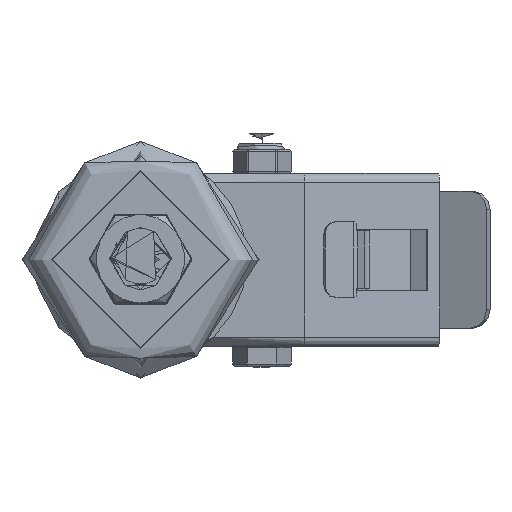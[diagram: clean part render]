
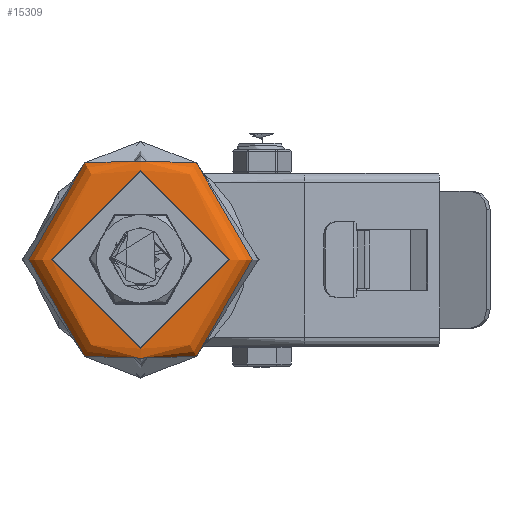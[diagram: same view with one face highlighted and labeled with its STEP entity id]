
A CAD part, top view. The second image highlights one B-rep face of the part: STEP entity #15309.
In plain terms, the highlighted toroidal (fillet/blend) face has major radius 29.34 mm and minor radius 8 mm.
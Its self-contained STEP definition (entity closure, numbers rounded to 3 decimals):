
#4133=FACE_OUTER_BOUND('',#5043,.T.);
#5043=EDGE_LOOP('',(#10664,#10665,#10666,#10667,#10668));
#6101=CIRCLE('',#16558,36.765);
#6102=CIRCLE('',#16559,36.765);
#6103=CIRCLE('',#16561,29.34);
#6104=CIRCLE('',#16562,8.);
#6701=VERTEX_POINT('',#22490);
#6702=VERTEX_POINT('',#22492);
#6703=VERTEX_POINT('',#22496);
#8250=EDGE_CURVE('',#6702,#6701,#6101,.T.);
#8251=EDGE_CURVE('',#6701,#6702,#6102,.T.);
#8252=EDGE_CURVE('',#6703,#6703,#6103,.T.);
#8253=EDGE_CURVE('',#6703,#6702,#6104,.T.);
#10664=ORIENTED_EDGE('',*,*,#8252,.T.);
#10665=ORIENTED_EDGE('',*,*,#8253,.T.);
#10666=ORIENTED_EDGE('',*,*,#8250,.T.);
#10667=ORIENTED_EDGE('',*,*,#8251,.T.);
#10668=ORIENTED_EDGE('',*,*,#8253,.F.);
#15265=TOROIDAL_SURFACE('',#16560,29.34,8.);
#15309=ADVANCED_FACE('',(#4133),#15265,.T.);
#16558=AXIS2_PLACEMENT_3D('',#22493,#18195,#18196);
#16559=AXIS2_PLACEMENT_3D('',#22494,#18197,#18198);
#16560=AXIS2_PLACEMENT_3D('',#22495,#18199,#18200);
#16561=AXIS2_PLACEMENT_3D('',#22497,#18201,#18202);
#16562=AXIS2_PLACEMENT_3D('',#22498,#18203,#18204);
#18195=DIRECTION('center_axis',(0.,0.,1.));
#18196=DIRECTION('ref_axis',(-1.,0.,0.));
#18197=DIRECTION('center_axis',(0.,0.,1.));
#18198=DIRECTION('ref_axis',(-1.,0.,0.));
#18199=DIRECTION('center_axis',(0.,0.,1.));
#18200=DIRECTION('ref_axis',(1.,0.,0.));
#18201=DIRECTION('center_axis',(0.,0.,-1.));
#18202=DIRECTION('ref_axis',(-1.,0.,0.));
#18203=DIRECTION('center_axis',(0.,-1.,0.));
#18204=DIRECTION('ref_axis',(-1.,0.,0.));
#22490=CARTESIAN_POINT('',(36.765,0.,-5.02));
#22492=CARTESIAN_POINT('',(-36.765,0.,-5.02));
#22493=CARTESIAN_POINT('Origin',(0.,0.,-5.02));
#22494=CARTESIAN_POINT('Origin',(0.,0.,-5.02));
#22495=CARTESIAN_POINT('Origin',(0.,0.,-8.));
#22496=CARTESIAN_POINT('',(-29.34,0.,0.));
#22497=CARTESIAN_POINT('Origin',(0.,0.,0.));
#22498=CARTESIAN_POINT('Origin',(-29.34,0.,
-8.));
